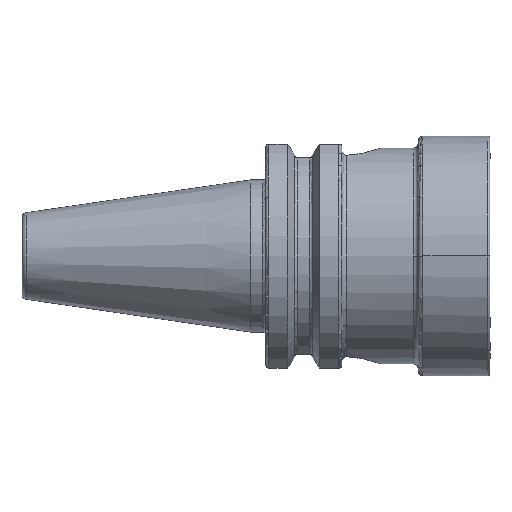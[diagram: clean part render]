
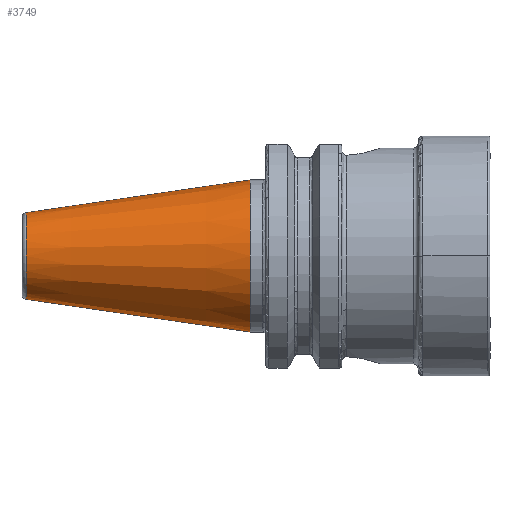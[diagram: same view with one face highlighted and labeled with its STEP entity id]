
A CAD part, front view. The second image highlights one B-rep face of the part: STEP entity #3749.
In plain terms, the highlighted conical face has half-angle 8.297 degrees and reference radius 15.875 mm.
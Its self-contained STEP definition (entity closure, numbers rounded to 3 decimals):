
#43 = CARTESIAN_POINT ( 'NONE',  ( 0., 0., 15.875 ) ) ;
#101 = ORIENTED_EDGE ( 'NONE', *, *, #3576, .F. ) ;
#181 = EDGE_CURVE ( 'NONE', #4684, #3007, #1718, .T. ) ;
#311 = CIRCLE ( 'NONE', #2034, 9.051 ) ;
#360 = AXIS2_PLACEMENT_3D ( 'NONE', #597, #619, #994 ) ;
#597 = CARTESIAN_POINT ( 'NONE',  ( 0., 0., 0. ) ) ;
#619 = DIRECTION ( 'NONE',  ( -1., 0., 0. ) ) ;
#743 = CONICAL_SURFACE ( 'NONE', #2123, 15.875, 0.145 ) ;
#828 = FACE_OUTER_BOUND ( 'NONE', #2994, .T. ) ;
#834 = DIRECTION ( 'NONE',  ( 0.99, 0., 0.144 ) ) ;
#994 = DIRECTION ( 'NONE',  ( 0., 0., 1. ) ) ;
#1028 = LINE ( 'NONE', #43, #1226 ) ;
#1226 = VECTOR ( 'NONE', #834, 1000. ) ;
#1317 = DIRECTION ( 'NONE',  ( 0., 0., 1. ) ) ;
#1321 = LINE ( 'NONE', #4870, #1327 ) ;
#1327 = VECTOR ( 'NONE', #4838, 1000. ) ;
#1328 = DIRECTION ( 'NONE',  ( -1., 0., 0. ) ) ;
#1333 = CARTESIAN_POINT ( 'NONE',  ( -46.794, 0., 0. ) ) ;
#1718 = CIRCLE ( 'NONE', #360, 15.875 ) ;
#2034 = AXIS2_PLACEMENT_3D ( 'NONE', #1333, #1328, #1317 ) ;
#2097 = VERTEX_POINT ( 'NONE', #3914 ) ;
#2111 = DIRECTION ( 'NONE',  ( 1., 0., 0. ) ) ;
#2123 = AXIS2_PLACEMENT_3D ( 'NONE', #3838, #2111, #2619 ) ;
#2619 = DIRECTION ( 'NONE',  ( 0., 0., -1. ) ) ;
#2994 = EDGE_LOOP ( 'NONE', ( #101, #4636, #3594, #3193 ) ) ;
#3007 = VERTEX_POINT ( 'NONE', #3177 ) ;
#3025 = CARTESIAN_POINT ( 'NONE',  ( 0., 0., -15.875 ) ) ;
#3177 = CARTESIAN_POINT ( 'NONE',  ( 0., 0., 15.875 ) ) ;
#3193 = ORIENTED_EDGE ( 'NONE', *, *, #181, .T. ) ;
#3460 = VERTEX_POINT ( 'NONE', #4019 ) ;
#3576 = EDGE_CURVE ( 'NONE', #2097, #3007, #1028, .T. ) ;
#3594 = ORIENTED_EDGE ( 'NONE', *, *, #4633, .T. ) ;
#3749 = ADVANCED_FACE ( 'NONE', ( #828 ), #743, .T. ) ;
#3838 = CARTESIAN_POINT ( 'NONE',  ( 0., 0., 0. ) ) ;
#3914 = CARTESIAN_POINT ( 'NONE',  ( -46.794, 0., 9.051 ) ) ;
#3952 = EDGE_CURVE ( 'NONE', #3460, #2097, #311, .T. ) ;
#4019 = CARTESIAN_POINT ( 'NONE',  ( -46.794, 0., -9.051 ) ) ;
#4633 = EDGE_CURVE ( 'NONE', #3460, #4684, #1321, .T. ) ;
#4636 = ORIENTED_EDGE ( 'NONE', *, *, #3952, .F. ) ;
#4684 = VERTEX_POINT ( 'NONE', #3025 ) ;
#4838 = DIRECTION ( 'NONE',  ( 0.99, 0., -0.144 ) ) ;
#4870 = CARTESIAN_POINT ( 'NONE',  ( 0., 0., -15.875 ) ) ;
